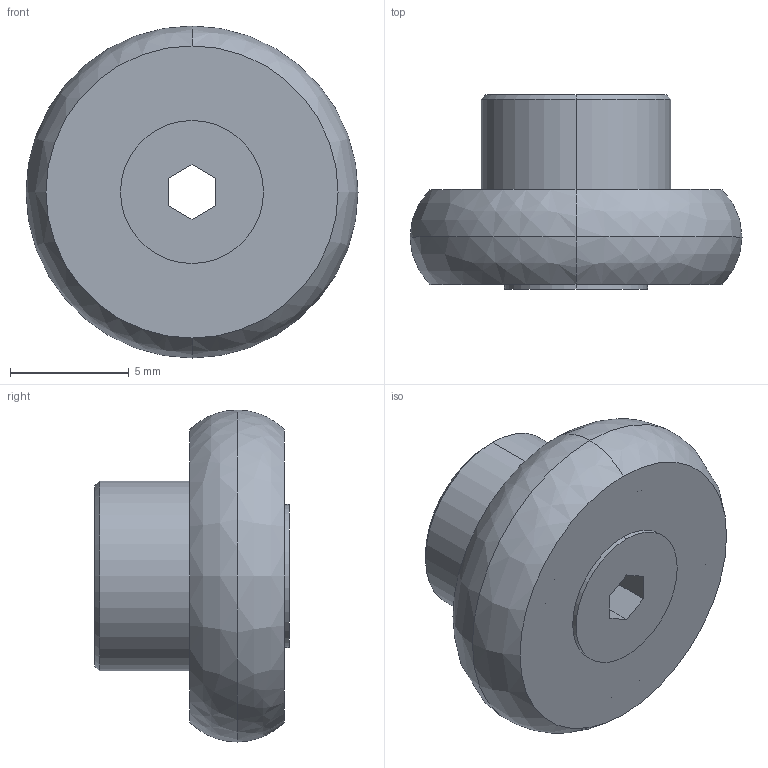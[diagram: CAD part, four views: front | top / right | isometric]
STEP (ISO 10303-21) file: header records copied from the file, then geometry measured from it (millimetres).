
FILE_DESCRIPTION (( 'STEP AP214' ), '1' );
FILE_NAME ('RXBLN20-2RS-Rollco.step', '2022-01-21T07:13:34', ( '' ), ( '' ), 'SwSTEP 2.0', 'SolidWorks 2010', '' );
FILE_SCHEMA (( 'AUTOMOTIVE_DESIGN' ));
Length unit declared in the file: millimetre
Products named in the file (1): RXBLN20-2RS-Rollco
Bounding box: 14 x 8.2 x 14 mm (x, y, z)
Volume: 548 mm3; surface area: 1181.3 mm2
Topology: 9 solids, 12 shells, 59 faces, 138 edges, 74 vertices
Faces by surface type: bspline 20, cylinder 18, plane 17, cone 4
Entity records: 1822 total; most frequent: CARTESIAN_POINT 540, DIRECTION 252, ORIENTED_EDGE 212, EDGE_CURVE 106, AXIS2_PLACEMENT_3D 106, VERTEX_POINT 74, EDGE_LOOP 70, CIRCLE 66
